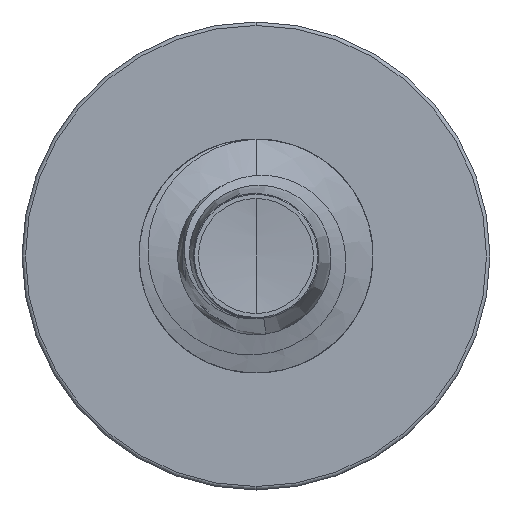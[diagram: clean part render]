
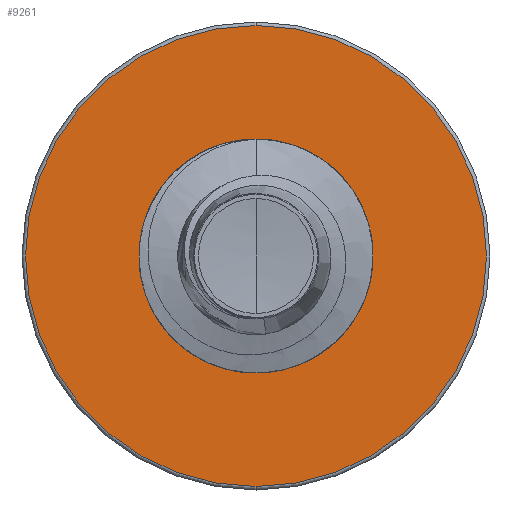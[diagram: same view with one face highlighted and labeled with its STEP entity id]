
A CAD part, front view. The second image highlights one B-rep face of the part: STEP entity #9261.
In plain terms, the highlighted planar face has unit normal (0, -1, 0).
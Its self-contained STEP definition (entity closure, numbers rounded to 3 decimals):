
#198 = CARTESIAN_POINT ( 'NONE',  ( 0., 35., -2.842 ) ) ;
#403 = EDGE_LOOP ( 'NONE', ( #21927, #27085 ) ) ;
#2822 = CARTESIAN_POINT ( 'NONE',  ( 0., 35., 5.91 ) ) ;
#2907 = VERTEX_POINT ( 'NONE', #9569 ) ;
#3157 = CARTESIAN_POINT ( 'NONE',  ( 0., 35., 0. ) ) ;
#3640 = CARTESIAN_POINT ( 'NONE',  ( 0., 35., 0. ) ) ;
#5622 = DIRECTION ( 'NONE',  ( 0., 0., 1. ) ) ;
#5657 = DIRECTION ( 'NONE',  ( 0., 1., 0. ) ) ;
#5935 = CARTESIAN_POINT ( 'NONE',  ( 0., 35., -2.842 ) ) ;
#5959 = PLANE ( 'NONE',  #26449 ) ;
#6208 = DIRECTION ( 'NONE',  ( 0., 0., 1. ) ) ;
#6693 = DIRECTION ( 'NONE',  ( 0., 0., 1. ) ) ;
#7647 = EDGE_LOOP ( 'NONE', ( #21317, #9651 ) ) ;
#9261 = ADVANCED_FACE ( 'NONE', ( #25844, #20667 ), #5959, .F. ) ;
#9569 = CARTESIAN_POINT ( 'NONE',  ( 0., 35., 2.842 ) ) ;
#9651 = ORIENTED_EDGE ( 'NONE', *, *, #18938, .F. ) ;
#11204 = DIRECTION ( 'NONE',  ( 0., 1., 0. ) ) ;
#14550 = CARTESIAN_POINT ( 'NONE',  ( 0., 35., 0. ) ) ;
#15653 = VERTEX_POINT ( 'NONE', #2822 ) ;
#15726 = AXIS2_PLACEMENT_3D ( 'NONE', #14550, #28815, #16870 ) ;
#15767 = CIRCLE ( 'NONE', #24485, 2.842 ) ;
#16870 = DIRECTION ( 'NONE',  ( 0., 0., 1. ) ) ;
#17264 = AXIS2_PLACEMENT_3D ( 'NONE', #3640, #21142, #6693 ) ;
#17596 = CIRCLE ( 'NONE', #17264, 5.91 ) ;
#18938 = EDGE_CURVE ( 'NONE', #30076, #15653, #20915, .T. ) ;
#19499 = CARTESIAN_POINT ( 'NONE',  ( 0., 35., -5.91 ) ) ;
#20667 = FACE_BOUND ( 'NONE', #403, .T. ) ;
#20826 = DIRECTION ( 'NONE',  ( 0., 1., 0. ) ) ;
#20915 = CIRCLE ( 'NONE', #29042, 5.91 ) ;
#21142 = DIRECTION ( 'NONE',  ( 0., 1., 0. ) ) ;
#21317 = ORIENTED_EDGE ( 'NONE', *, *, #23468, .F. ) ;
#21706 = VERTEX_POINT ( 'NONE', #198 ) ;
#21927 = ORIENTED_EDGE ( 'NONE', *, *, #23432, .T. ) ;
#23432 = EDGE_CURVE ( 'NONE', #2907, #21706, #28749, .T. ) ;
#23468 = EDGE_CURVE ( 'NONE', #15653, #30076, #17596, .T. ) ;
#24360 = CARTESIAN_POINT ( 'NONE',  ( 0., 35., 0. ) ) ;
#24485 = AXIS2_PLACEMENT_3D ( 'NONE', #3157, #20826, #6208 ) ;
#25844 = FACE_OUTER_BOUND ( 'NONE', #7647, .T. ) ;
#26296 = DIRECTION ( 'NONE',  ( 0., 0., 1. ) ) ;
#26449 = AXIS2_PLACEMENT_3D ( 'NONE', #5935, #5657, #5622 ) ;
#27085 = ORIENTED_EDGE ( 'NONE', *, *, #29216, .T. ) ;
#28749 = CIRCLE ( 'NONE', #15726, 2.842 ) ;
#28815 = DIRECTION ( 'NONE',  ( 0., 1., 0. ) ) ;
#29042 = AXIS2_PLACEMENT_3D ( 'NONE', #24360, #11204, #26296 ) ;
#29216 = EDGE_CURVE ( 'NONE', #21706, #2907, #15767, .T. ) ;
#30076 = VERTEX_POINT ( 'NONE', #19499 ) ;
